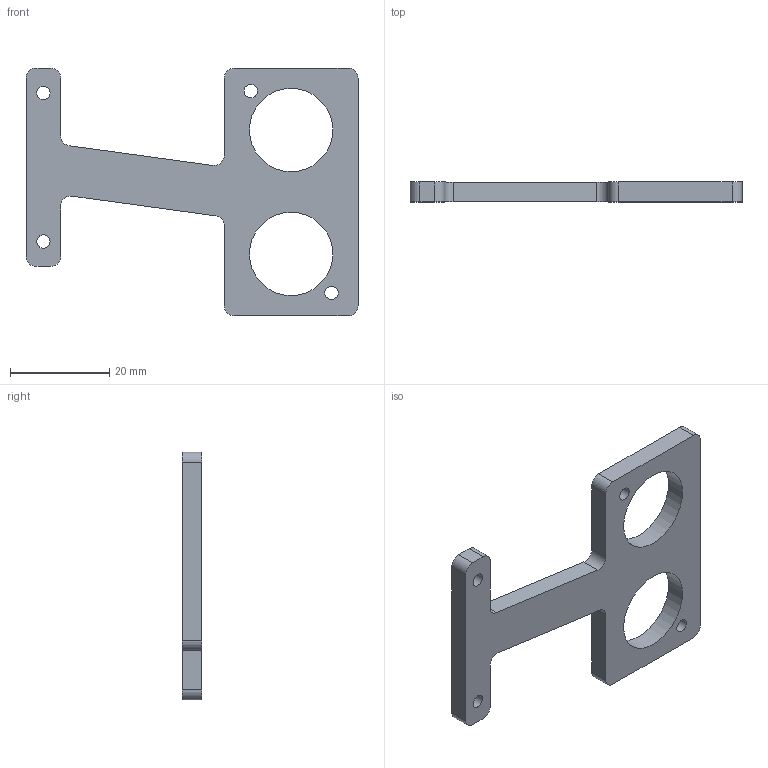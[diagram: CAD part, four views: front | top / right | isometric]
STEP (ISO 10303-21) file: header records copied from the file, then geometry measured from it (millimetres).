
FILE_DESCRIPTION(/* description */ (''),/* implementation_level */ '2;1');
FILE_NAME(/* name */ 'Ultrasonic Mount.stp',/* time_stamp */ '2024-03-03T17:29:38-05:00',/* author */ ('Hemant'),/* organization */ (''),/* preprocessor_version */ 'ST-DEVELOPER v19.2',/* originating_system */ 'Autodesk Inventor 2024',/* authorisation */ '');
FILE_SCHEMA (('AUTOMOTIVE_DESIGN { 1 0 10303 214 3 1 1 }'));
Length unit declared in the file: millimetre
Products named in the file (1): Ultrasonic Mount
Bounding box: 67 x 4 x 50 mm (x, y, z)
Volume: 5974.2 mm3; surface area: 4681 mm2
Topology: 1 solids, 1 shells, 32 faces, 90 edges, 60 vertices
Faces by surface type: cylinder 18, plane 14
Full cylindrical faces by diameter (mm): 2.7 x4, 16.8 x2
Entity records: 1117 total; most frequent: DIRECTION 192, CARTESIAN_POINT 183, ORIENTED_EDGE 180, EDGE_CURVE 90, AXIS2_PLACEMENT_3D 69, VERTEX_POINT 60, LINE 54, VECTOR 54
